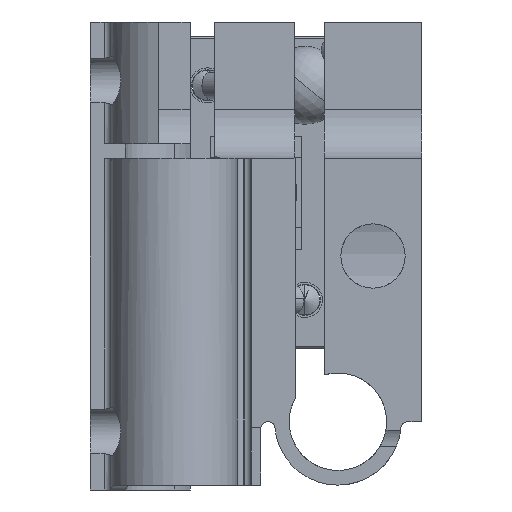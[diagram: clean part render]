
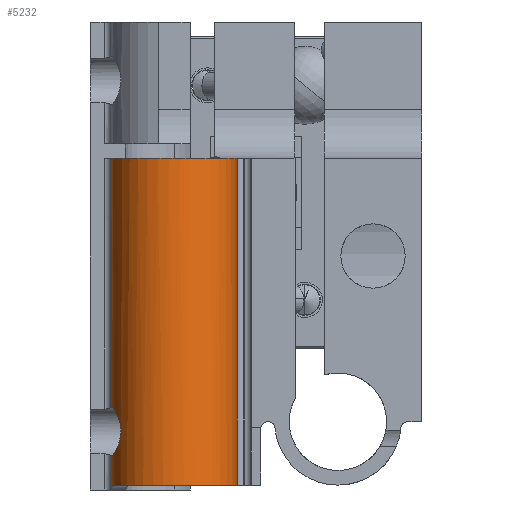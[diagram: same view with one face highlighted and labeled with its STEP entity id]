
A CAD part, front view. The second image highlights one B-rep face of the part: STEP entity #5232.
In plain terms, the highlighted cylindrical face has radius 3.25 mm (diameter 6.5 mm), a partial arc.
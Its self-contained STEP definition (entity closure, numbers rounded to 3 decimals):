
#100 = CARTESIAN_POINT ( 'NONE',  ( -7.411, 2.358, 10.438 ) ) ;
#109 = AXIS2_PLACEMENT_3D ( 'NONE', #569, #519, #10228 ) ;
#160 = CARTESIAN_POINT ( 'NONE',  ( -7.038, 1.272, 12.33 ) ) ;
#342 = CARTESIAN_POINT ( 'NONE',  ( -4.2, 2.858, 25.688 ) ) ;
#378 = LINE ( 'NONE', #2958, #1222 ) ;
#519 = DIRECTION ( 'NONE',  ( 0., 0., 1. ) ) ;
#569 = CARTESIAN_POINT ( 'NONE',  ( -4.2, 2.858, 8.938 ) ) ;
#609 = EDGE_CURVE ( 'NONE', #7884, #854, #6180, .T. ) ;
#779 = CARTESIAN_POINT ( 'NONE',  ( -7.346, 2.028, 10.471 ) ) ;
#854 = VERTEX_POINT ( 'NONE', #7391 ) ;
#1020 = CARTESIAN_POINT ( 'NONE',  ( -7.346, 2.027, 12.904 ) ) ;
#1222 = VECTOR ( 'NONE', #7247, 1000. ) ;
#1264 = DIRECTION ( 'NONE',  ( 0., 1., 0. ) ) ;
#1431 = EDGE_CURVE ( 'NONE', #10758, #4693, #378, .T. ) ;
#1583 = CARTESIAN_POINT ( 'NONE',  ( -7.435, 2.542, 10.451 ) ) ;
#1603 = LINE ( 'NONE', #8677, #8352 ) ;
#1754 = CARTESIAN_POINT ( 'NONE',  ( -7.411, 2.358, 12.938 ) ) ;
#1925 = CARTESIAN_POINT ( 'NONE',  ( -7.435, 2.542, 12.924 ) ) ;
#2001 = ORIENTED_EDGE ( 'NONE', *, *, #609, .T. ) ;
#2122 = DIRECTION ( 'NONE',  ( 0., 1., 0. ) ) ;
#2224 = B_SPLINE_CURVE_WITH_KNOTS ( 'NONE', 3,
 ( #10681, #9144, #10627, #6275, #2759, #6332 ),
 .UNSPECIFIED., .F., .F.,
 ( 4, 2, 4 ),
 ( 0., 0., 0.001 ),
 .UNSPECIFIED. ) ;
#2299 = CARTESIAN_POINT ( 'NONE',  ( -7.435, 2.542, 25.688 ) ) ;
#2432 = EDGE_LOOP ( 'NONE', ( #8891, #5813, #8582, #4267, #11358, #10330, #2001, #8112, #10842, #11238 ) ) ;
#2488 = CARTESIAN_POINT ( 'NONE',  ( -0.965, 2.542, 32.688 ) ) ;
#2737 = EDGE_CURVE ( 'NONE', #5135, #3176, #6880, .T. ) ;
#2759 = CARTESIAN_POINT ( 'NONE',  ( -7.25, 1.724, 8.938 ) ) ;
#2804 = CARTESIAN_POINT ( 'NONE',  ( -6.962, 1.143, 11.352 ) ) ;
#2826 = CARTESIAN_POINT ( 'NONE',  ( -0.965, 2.542, 8.938 ) ) ;
#2958 = CARTESIAN_POINT ( 'NONE',  ( -7.435, 2.542, 32.688 ) ) ;
#2988 = CARTESIAN_POINT ( 'NONE',  ( -4.2, 2.858, 32.688 ) ) ;
#3176 = VERTEX_POINT ( 'NONE', #6564 ) ;
#3253 = CARTESIAN_POINT ( 'NONE',  ( -7.411, 2.358, 10.438 ) ) ;
#3488 = CARTESIAN_POINT ( 'NONE',  ( -7.429, 2.48, 12.933 ) ) ;
#4034 = EDGE_CURVE ( 'NONE', #4693, #7942, #4772, .T. ) ;
#4232 = CARTESIAN_POINT ( 'NONE',  ( -7.421, 2.419, 10.438 ) ) ;
#4267 = ORIENTED_EDGE ( 'NONE', *, *, #5677, .T. ) ;
#4270 = CIRCLE ( 'NONE', #9966, 3.25 ) ;
#4287 = CARTESIAN_POINT ( 'NONE',  ( -7.385, 2.192, 12.938 ) ) ;
#4325 = CARTESIAN_POINT ( 'NONE',  ( -7.435, 2.542, 8.688 ) ) ;
#4342 = CARTESIAN_POINT ( 'NONE',  ( -4.2, 2.858, 8.688 ) ) ;
#4469 = EDGE_CURVE ( 'NONE', #7942, #7246, #2224, .T. ) ;
#4693 = VERTEX_POINT ( 'NONE', #4325 ) ;
#4755 = VERTEX_POINT ( 'NONE', #10654 ) ;
#4772 = CIRCLE ( 'NONE', #8616, 3.25 ) ;
#5079 = AXIS2_PLACEMENT_3D ( 'NONE', #2988, #10008, #2122 ) ;
#5135 = VERTEX_POINT ( 'NONE', #2826 ) ;
#5232 = ADVANCED_FACE ( 'NONE', ( #7388 ), #8363, .T. ) ;
#5554 = CARTESIAN_POINT ( 'NONE',  ( -7.419, 2.413, 8.688 ) ) ;
#5677 = EDGE_CURVE ( 'NONE', #3176, #8322, #4270, .T. ) ;
#5813 = ORIENTED_EDGE ( 'NONE', *, *, #9838, .T. ) ;
#5962 = DIRECTION ( 'NONE',  ( 0., 1., 0. ) ) ;
#6007 = EDGE_CURVE ( 'NONE', #8322, #4755, #1603, .T. ) ;
#6164 = EDGE_CURVE ( 'NONE', #4755, #7884, #7270, .T. ) ;
#6180 = B_SPLINE_CURVE_WITH_KNOTS ( 'NONE', 3,
 ( #1754, #4287, #1020, #8006, #7202, #10674, #160, #9816, #8663, #10494, #2804, #6324, #7890, #10620, #8719, #779, #7827, #100 ),
 .UNSPECIFIED., .F., .F.,
 ( 4, 2, 2, 2, 2, 2, 2, 2, 4 ),
 ( 0., 0.001, 0.001, 0.002, 0.002, 0.003, 0.003, 0.004, 0.004 ),
 .UNSPECIFIED. ) ;
#6275 = CARTESIAN_POINT ( 'NONE',  ( -7.299, 1.867, 8.918 ) ) ;
#6324 = CARTESIAN_POINT ( 'NONE',  ( -7.037, 1.271, 11.049 ) ) ;
#6332 = CARTESIAN_POINT ( 'NONE',  ( -7.19, 1.584, 8.938 ) ) ;
#6564 = CARTESIAN_POINT ( 'NONE',  ( -0.965, 2.542, 25.688 ) ) ;
#6880 = LINE ( 'NONE', #2488, #9151 ) ;
#7083 = CARTESIAN_POINT ( 'NONE',  ( -7.411, 2.358, 12.938 ) ) ;
#7150 = CARTESIAN_POINT ( 'NONE',  ( -7.411, 2.358, 12.938 ) ) ;
#7202 = CARTESIAN_POINT ( 'NONE',  ( -7.196, 1.593, 12.689 ) ) ;
#7246 = VERTEX_POINT ( 'NONE', #9168 ) ;
#7247 = DIRECTION ( 'NONE',  ( 0., 0., -1. ) ) ;
#7270 = B_SPLINE_CURVE_WITH_KNOTS ( 'NONE', 3,
 ( #1925, #3488, #8780, #7150 ),
 .UNSPECIFIED., .F., .F.,
 ( 4, 4 ),
 ( 0., 0. ),
 .UNSPECIFIED. ) ;
#7388 = FACE_OUTER_BOUND ( 'NONE', #2432, .T. ) ;
#7391 = CARTESIAN_POINT ( 'NONE',  ( -7.411, 2.358, 10.438 ) ) ;
#7522 = B_SPLINE_CURVE_WITH_KNOTS ( 'NONE', 3,
 ( #3253, #4232, #9368, #1583 ),
 .UNSPECIFIED., .F., .F.,
 ( 4, 4 ),
 ( 0.004, 0.004 ),
 .UNSPECIFIED. ) ;
#7673 = DIRECTION ( 'NONE',  ( 0., 0., -1. ) ) ;
#7738 = EDGE_CURVE ( 'NONE', #854, #10758, #7522, .T. ) ;
#7827 = CARTESIAN_POINT ( 'NONE',  ( -7.385, 2.189, 10.438 ) ) ;
#7884 = VERTEX_POINT ( 'NONE', #7083 ) ;
#7890 = CARTESIAN_POINT ( 'NONE',  ( -7.089, 1.364, 10.913 ) ) ;
#7942 = VERTEX_POINT ( 'NONE', #5554 ) ;
#8006 = CARTESIAN_POINT ( 'NONE',  ( -7.251, 1.728, 12.779 ) ) ;
#8112 = ORIENTED_EDGE ( 'NONE', *, *, #7738, .T. ) ;
#8307 = CARTESIAN_POINT ( 'NONE',  ( -7.435, 2.542, 10.451 ) ) ;
#8322 = VERTEX_POINT ( 'NONE', #2299 ) ;
#8352 = VECTOR ( 'NONE', #7673, 1000. ) ;
#8363 = CYLINDRICAL_SURFACE ( 'NONE', #5079, 3.25 ) ;
#8582 = ORIENTED_EDGE ( 'NONE', *, *, #2737, .T. ) ;
#8616 = AXIS2_PLACEMENT_3D ( 'NONE', #4342, #10616, #5962 ) ;
#8663 = CARTESIAN_POINT ( 'NONE',  ( -6.939, 1.108, 11.859 ) ) ;
#8677 = CARTESIAN_POINT ( 'NONE',  ( -7.435, 2.542, 32.688 ) ) ;
#8719 = CARTESIAN_POINT ( 'NONE',  ( -7.251, 1.726, 10.597 ) ) ;
#8780 = CARTESIAN_POINT ( 'NONE',  ( -7.421, 2.419, 12.938 ) ) ;
#8891 = ORIENTED_EDGE ( 'NONE', *, *, #4469, .T. ) ;
#9144 = CARTESIAN_POINT ( 'NONE',  ( -7.402, 2.286, 8.772 ) ) ;
#9151 = VECTOR ( 'NONE', #10536, 1000. ) ;
#9168 = CARTESIAN_POINT ( 'NONE',  ( -7.19, 1.584, 8.938 ) ) ;
#9368 = CARTESIAN_POINT ( 'NONE',  ( -7.429, 2.481, 10.442 ) ) ;
#9816 = CARTESIAN_POINT ( 'NONE',  ( -6.962, 1.143, 12.025 ) ) ;
#9838 = EDGE_CURVE ( 'NONE', #7246, #5135, #10379, .T. ) ;
#9966 = AXIS2_PLACEMENT_3D ( 'NONE', #342, #10861, #1264 ) ;
#10008 = DIRECTION ( 'NONE',  ( 0., 0., -1. ) ) ;
#10228 = DIRECTION ( 'NONE',  ( 0., -1., 0. ) ) ;
#10330 = ORIENTED_EDGE ( 'NONE', *, *, #6164, .T. ) ;
#10379 = CIRCLE ( 'NONE', #109, 3.25 ) ;
#10494 = CARTESIAN_POINT ( 'NONE',  ( -6.938, 1.108, 11.52 ) ) ;
#10536 = DIRECTION ( 'NONE',  ( 0., 0., 1. ) ) ;
#10616 = DIRECTION ( 'NONE',  ( 0., 0., 1. ) ) ;
#10620 = CARTESIAN_POINT ( 'NONE',  ( -7.196, 1.592, 10.687 ) ) ;
#10627 = CARTESIAN_POINT ( 'NONE',  ( -7.376, 2.151, 8.834 ) ) ;
#10654 = CARTESIAN_POINT ( 'NONE',  ( -7.435, 2.542, 12.924 ) ) ;
#10674 = CARTESIAN_POINT ( 'NONE',  ( -7.089, 1.364, 12.463 ) ) ;
#10681 = CARTESIAN_POINT ( 'NONE',  ( -7.419, 2.413, 8.688 ) ) ;
#10758 = VERTEX_POINT ( 'NONE', #8307 ) ;
#10842 = ORIENTED_EDGE ( 'NONE', *, *, #1431, .T. ) ;
#10861 = DIRECTION ( 'NONE',  ( 0., 0., -1. ) ) ;
#11238 = ORIENTED_EDGE ( 'NONE', *, *, #4034, .T. ) ;
#11358 = ORIENTED_EDGE ( 'NONE', *, *, #6007, .T. ) ;
